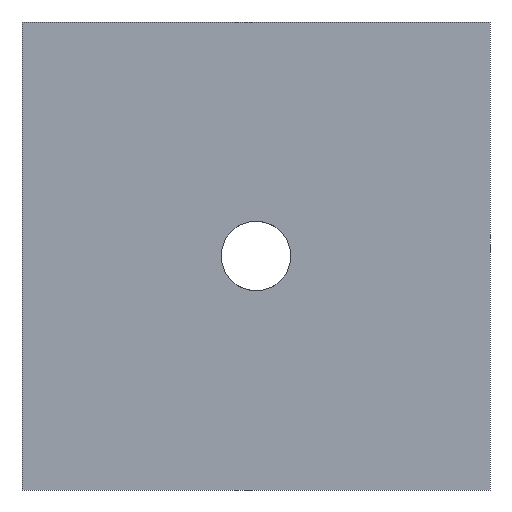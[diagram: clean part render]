
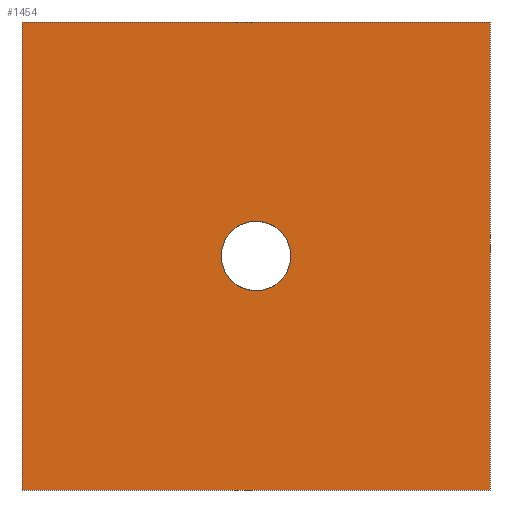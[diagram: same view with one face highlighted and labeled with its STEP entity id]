
A CAD part, front view. The second image highlights one B-rep face of the part: STEP entity #1454.
In plain terms, the highlighted planar face has unit normal (0, -1, 0).
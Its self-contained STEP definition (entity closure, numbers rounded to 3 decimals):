
#5 = CIRCLE ( 'NONE', #1111, 23. ) ;
#13 = ORIENTED_EDGE ( 'NONE', *, *, #1002, .F. ) ;
#47 = DIRECTION ( 'NONE',  ( 1., 0., 0. ) ) ;
#53 = DIRECTION ( 'NONE',  ( 0., 1., 0. ) ) ;
#63 = AXIS2_PLACEMENT_3D ( 'NONE', #1333, #445, #1231 ) ;
#105 = CARTESIAN_POINT ( 'NONE',  ( 155., 0., 155. ) ) ;
#195 = AXIS2_PLACEMENT_3D ( 'NONE', #1205, #53, #1078 ) ;
#197 = CARTESIAN_POINT ( 'NONE',  ( -155., 0., 155. ) ) ;
#234 = DIRECTION ( 'NONE',  ( -1., 0., 0. ) ) ;
#240 = CARTESIAN_POINT ( 'NONE',  ( -155., 0., -155. ) ) ;
#287 = VERTEX_POINT ( 'NONE', #702 ) ;
#323 = VECTOR ( 'NONE', #234, 1000. ) ;
#345 = VECTOR ( 'NONE', #951, 1000. ) ;
#349 = EDGE_LOOP ( 'NONE', ( #1325, #1378, #13, #1095 ) ) ;
#371 = ORIENTED_EDGE ( 'NONE', *, *, #1429, .T. ) ;
#398 = CARTESIAN_POINT ( 'NONE',  ( -155., 0., 155. ) ) ;
#405 = PLANE ( 'NONE',  #63 ) ;
#419 = CARTESIAN_POINT ( 'NONE',  ( 0., 0., 0. ) ) ;
#432 = EDGE_CURVE ( 'NONE', #287, #1019, #5, .T. ) ;
#433 = DIRECTION ( 'NONE',  ( 0., 1., 0. ) ) ;
#445 = DIRECTION ( 'NONE',  ( 0., -1., 0. ) ) ;
#469 = LINE ( 'NONE', #546, #323 ) ;
#472 = DIRECTION ( 'NONE',  ( 0., 0., -1. ) ) ;
#492 = EDGE_CURVE ( 'NONE', #1148, #784, #469, .T. ) ;
#546 = CARTESIAN_POINT ( 'NONE',  ( -155., 0., -155. ) ) ;
#567 = EDGE_CURVE ( 'NONE', #1303, #1143, #1262, .T. ) ;
#583 = VECTOR ( 'NONE', #1348, 1000. ) ;
#623 = EDGE_LOOP ( 'NONE', ( #371, #1472 ) ) ;
#644 = VECTOR ( 'NONE', #47, 1000. ) ;
#668 = CARTESIAN_POINT ( 'NONE',  ( 155., 0., -155. ) ) ;
#702 = CARTESIAN_POINT ( 'NONE',  ( 0., 0., -23. ) ) ;
#715 = FACE_BOUND ( 'NONE', #623, .T. ) ;
#745 = CARTESIAN_POINT ( 'NONE',  ( 155., 0., 155. ) ) ;
#784 = VERTEX_POINT ( 'NONE', #240 ) ;
#880 = CARTESIAN_POINT ( 'NONE',  ( 0., 0., 23. ) ) ;
#951 = DIRECTION ( 'NONE',  ( 0., 0., -1. ) ) ;
#1002 = EDGE_CURVE ( 'NONE', #784, #1303, #1089, .T. ) ;
#1018 = CIRCLE ( 'NONE', #195, 23. ) ;
#1019 = VERTEX_POINT ( 'NONE', #880 ) ;
#1078 = DIRECTION ( 'NONE',  ( 0., 0., -1. ) ) ;
#1089 = LINE ( 'NONE', #1337, #583 ) ;
#1095 = ORIENTED_EDGE ( 'NONE', *, *, #492, .F. ) ;
#1111 = AXIS2_PLACEMENT_3D ( 'NONE', #419, #433, #472 ) ;
#1140 = LINE ( 'NONE', #745, #345 ) ;
#1143 = VERTEX_POINT ( 'NONE', #105 ) ;
#1148 = VERTEX_POINT ( 'NONE', #668 ) ;
#1205 = CARTESIAN_POINT ( 'NONE',  ( 0., 0., 0. ) ) ;
#1231 = DIRECTION ( 'NONE',  ( 0., 0., -1. ) ) ;
#1262 = LINE ( 'NONE', #398, #644 ) ;
#1303 = VERTEX_POINT ( 'NONE', #197 ) ;
#1323 = EDGE_CURVE ( 'NONE', #1143, #1148, #1140, .T. ) ;
#1325 = ORIENTED_EDGE ( 'NONE', *, *, #1323, .F. ) ;
#1333 = CARTESIAN_POINT ( 'NONE',  ( 155., 0., -155. ) ) ;
#1337 = CARTESIAN_POINT ( 'NONE',  ( -155., 0., 155. ) ) ;
#1348 = DIRECTION ( 'NONE',  ( 0., 0., 1. ) ) ;
#1378 = ORIENTED_EDGE ( 'NONE', *, *, #567, .F. ) ;
#1394 = FACE_OUTER_BOUND ( 'NONE', #349, .T. ) ;
#1429 = EDGE_CURVE ( 'NONE', #1019, #287, #1018, .T. ) ;
#1454 = ADVANCED_FACE ( 'NONE', ( #715, #1394 ), #405, .T. ) ;
#1472 = ORIENTED_EDGE ( 'NONE', *, *, #432, .T. ) ;
